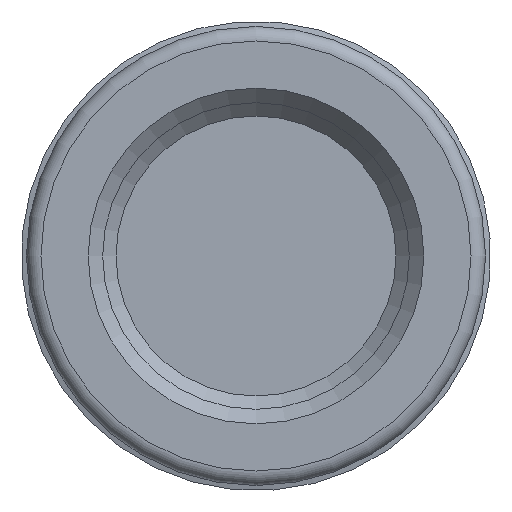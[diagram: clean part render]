
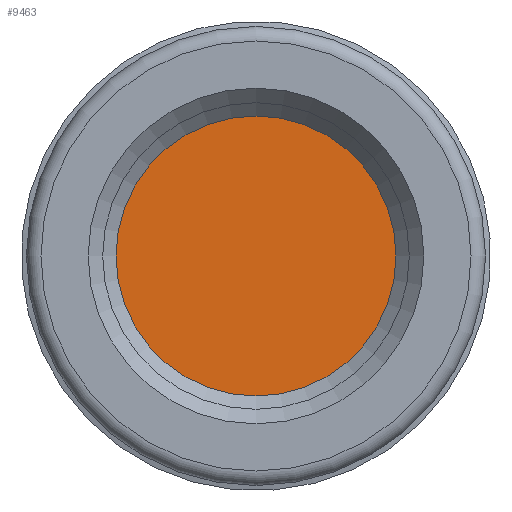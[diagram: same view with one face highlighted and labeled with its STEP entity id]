
A CAD part, left-side view. The second image highlights one B-rep face of the part: STEP entity #9463.
In plain terms, the highlighted planar face has unit normal (-1, 0, 0).
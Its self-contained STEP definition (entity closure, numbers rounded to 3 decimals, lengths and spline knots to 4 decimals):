
#1046=PLANE('',#10038);
#1607=FACE_OUTER_BOUND('',#2162,.T.);
#2162=EDGE_LOOP('',(#8375,#8376));
#3397=CIRCLE('',#10039,4.8173);
#3398=CIRCLE('',#10040,4.8173);
#4303=VERTEX_POINT('',#65707);
#4304=VERTEX_POINT('',#65708);
#5661=EDGE_CURVE('',#4303,#4304,#3397,.T.);
#5662=EDGE_CURVE('',#4304,#4303,#3398,.T.);
#8375=ORIENTED_EDGE('',*,*,#5661,.F.);
#8376=ORIENTED_EDGE('',*,*,#5662,.F.);
#9463=ADVANCED_FACE('',(#1607),#1046,.T.);
#10038=AXIS2_PLACEMENT_3D('',#65706,#11626,#11627);
#10039=AXIS2_PLACEMENT_3D('',#65709,#11628,#11629);
#10040=AXIS2_PLACEMENT_3D('',#65710,#11630,#11631);
#11626=DIRECTION('center_axis',(-1.,0.,0.));
#11627=DIRECTION('ref_axis',(0.,0.,1.));
#11628=DIRECTION('center_axis',(1.,0.,0.));
#11629=DIRECTION('ref_axis',(0.,0.,-1.));
#11630=DIRECTION('center_axis',(1.,0.,0.));
#11631=DIRECTION('ref_axis',(0.,0.,-1.));
#65706=CARTESIAN_POINT('Origin',(9.9629,4.8173,0.));
#65707=CARTESIAN_POINT('',(9.9629,4.8173,0.));
#65708=CARTESIAN_POINT('',(9.9629,-4.8173,0.));
#65709=CARTESIAN_POINT('Origin',(9.9629,0.,0.));
#65710=CARTESIAN_POINT('Origin',(9.9629,0.,0.));
